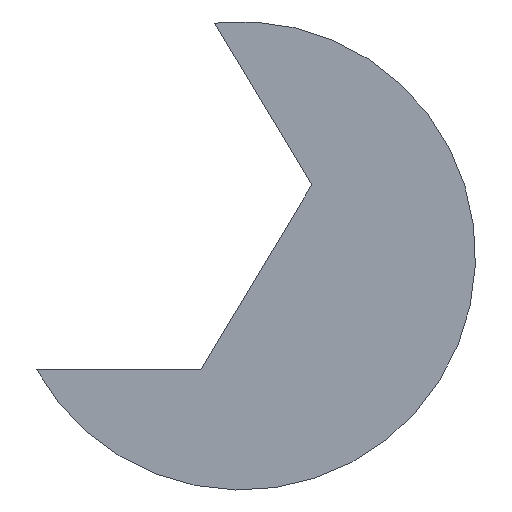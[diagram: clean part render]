
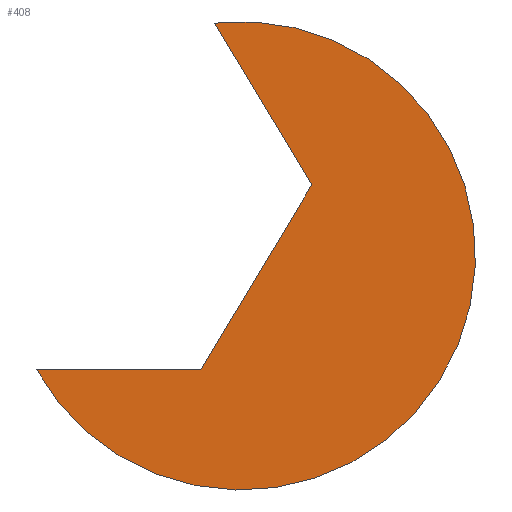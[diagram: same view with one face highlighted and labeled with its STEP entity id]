
A CAD part, front view. The second image highlights one B-rep face of the part: STEP entity #408.
In plain terms, the highlighted planar face has unit normal (0, -1, 0).
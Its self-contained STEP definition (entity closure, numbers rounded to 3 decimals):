
#92 = VERTEX_POINT('',#93);
#93 = CARTESIAN_POINT('',(-89.,-5.,-50.));
#100 = PLANE('',#101);
#101 = AXIS2_PLACEMENT_3D('',#102,#103,#104);
#102 = CARTESIAN_POINT('',(-89.,0.,-50.));
#103 = DIRECTION('',(0.,0.,-1.));
#104 = DIRECTION('',(1.,0.,0.));
#112 = CYLINDRICAL_SURFACE('',#113,101.321);
#113 = AXIS2_PLACEMENT_3D('',#114,#115,#116);
#114 = CARTESIAN_POINT('',(-0.5,0.,-0.667));
#115 = DIRECTION('',(-0.,-1.,-0.));
#116 = DIRECTION('',(-0.114,0.,0.994));
#153 = VERTEX_POINT('',#154);
#154 = CARTESIAN_POINT('',(-18.,-5.,-50.));
#168 = PLANE('',#169);
#169 = AXIS2_PLACEMENT_3D('',#170,#171,#172);
#170 = CARTESIAN_POINT('',(-18.,0.,-50.));
#171 = DIRECTION('',(0.857,0.,-0.514));
#172 = DIRECTION('',(0.514,0.,0.857));
#180 = EDGE_CURVE('',#92,#153,#181,.T.);
#181 = SURFACE_CURVE('',#182,(#186,#193),.PCURVE_S1.);
#182 = LINE('',#183,#184);
#183 = CARTESIAN_POINT('',(-89.,-5.,-50.));
#184 = VECTOR('',#185,1.);
#185 = DIRECTION('',(1.,0.,0.));
#186 = PCURVE('',#100,#187);
#187 = DEFINITIONAL_REPRESENTATION('',(#188),#192);
#188 = LINE('',#189,#190);
#189 = CARTESIAN_POINT('',(0.,5.));
#190 = VECTOR('',#191,1.);
#191 = DIRECTION('',(1.,0.));
#192 = ( GEOMETRIC_REPRESENTATION_CONTEXT(2) 
PARAMETRIC_REPRESENTATION_CONTEXT() REPRESENTATION_CONTEXT('2D SPACE',''
  ) );
#193 = PCURVE('',#194,#199);
#194 = PLANE('',#195);
#195 = AXIS2_PLACEMENT_3D('',#196,#197,#198);
#196 = CARTESIAN_POINT('',(13.495,-5.,-8.214));
#197 = DIRECTION('',(0.,1.,0.));
#198 = DIRECTION('',(0.,0.,1.));
#199 = DEFINITIONAL_REPRESENTATION('',(#200),#204);
#200 = LINE('',#201,#202);
#201 = CARTESIAN_POINT('',(-41.786,-102.495));
#202 = VECTOR('',#203,1.);
#203 = DIRECTION('',(0.,1.));
#204 = ( GEOMETRIC_REPRESENTATION_CONTEXT(2) 
PARAMETRIC_REPRESENTATION_CONTEXT() REPRESENTATION_CONTEXT('2D SPACE',''
  ) );
#212 = VERTEX_POINT('',#213);
#213 = CARTESIAN_POINT('',(-12.,-5.,100.));
#227 = PLANE('',#228);
#228 = AXIS2_PLACEMENT_3D('',#229,#230,#231);
#229 = CARTESIAN_POINT('',(30.,0.,30.));
#230 = DIRECTION('',(0.857,0.,0.514));
#231 = DIRECTION('',(-0.514,0.,0.857));
#262 = EDGE_CURVE('',#212,#92,#263,.T.);
#263 = SURFACE_CURVE('',#264,(#269,#276),.PCURVE_S1.);
#264 = CIRCLE('',#265,101.321);
#265 = AXIS2_PLACEMENT_3D('',#266,#267,#268);
#266 = CARTESIAN_POINT('',(-0.5,-5.,-0.667));
#267 = DIRECTION('',(0.,1.,-0.));
#268 = DIRECTION('',(-0.114,0.,0.994));
#269 = PCURVE('',#112,#270);
#270 = DEFINITIONAL_REPRESENTATION('',(#271),#275);
#271 = LINE('',#272,#273);
#272 = CARTESIAN_POINT('',(-0.,5.));
#273 = VECTOR('',#274,1.);
#274 = DIRECTION('',(-1.,-0.));
#275 = ( GEOMETRIC_REPRESENTATION_CONTEXT(2) 
PARAMETRIC_REPRESENTATION_CONTEXT() REPRESENTATION_CONTEXT('2D SPACE',''
  ) );
#276 = PCURVE('',#194,#277);
#277 = DEFINITIONAL_REPRESENTATION('',(#278),#282);
#278 = CIRCLE('',#279,101.321);
#279 = AXIS2_PLACEMENT_2D('',#280,#281);
#280 = CARTESIAN_POINT('',(7.548,-13.995));
#281 = DIRECTION('',(0.994,-0.114));
#282 = ( GEOMETRIC_REPRESENTATION_CONTEXT(2) 
PARAMETRIC_REPRESENTATION_CONTEXT() REPRESENTATION_CONTEXT('2D SPACE',''
  ) );
#311 = VERTEX_POINT('',#312);
#312 = CARTESIAN_POINT('',(30.,-5.,30.));
#333 = EDGE_CURVE('',#153,#311,#334,.T.);
#334 = SURFACE_CURVE('',#335,(#339,#346),.PCURVE_S1.);
#335 = LINE('',#336,#337);
#336 = CARTESIAN_POINT('',(-18.,-5.,-50.));
#337 = VECTOR('',#338,1.);
#338 = DIRECTION('',(0.514,0.,0.857));
#339 = PCURVE('',#168,#340);
#340 = DEFINITIONAL_REPRESENTATION('',(#341),#345);
#341 = LINE('',#342,#343);
#342 = CARTESIAN_POINT('',(0.,5.));
#343 = VECTOR('',#344,1.);
#344 = DIRECTION('',(1.,0.));
#345 = ( GEOMETRIC_REPRESENTATION_CONTEXT(2) 
PARAMETRIC_REPRESENTATION_CONTEXT() REPRESENTATION_CONTEXT('2D SPACE',''
  ) );
#346 = PCURVE('',#194,#347);
#347 = DEFINITIONAL_REPRESENTATION('',(#348),#352);
#348 = LINE('',#349,#350);
#349 = CARTESIAN_POINT('',(-41.786,-31.495));
#350 = VECTOR('',#351,1.);
#351 = DIRECTION('',(0.857,0.514));
#352 = ( GEOMETRIC_REPRESENTATION_CONTEXT(2) 
PARAMETRIC_REPRESENTATION_CONTEXT() REPRESENTATION_CONTEXT('2D SPACE',''
  ) );
#387 = EDGE_CURVE('',#311,#212,#388,.T.);
#388 = SURFACE_CURVE('',#389,(#393,#400),.PCURVE_S1.);
#389 = LINE('',#390,#391);
#390 = CARTESIAN_POINT('',(30.,-5.,30.));
#391 = VECTOR('',#392,1.);
#392 = DIRECTION('',(-0.514,0.,0.857));
#393 = PCURVE('',#227,#394);
#394 = DEFINITIONAL_REPRESENTATION('',(#395),#399);
#395 = LINE('',#396,#397);
#396 = CARTESIAN_POINT('',(0.,5.));
#397 = VECTOR('',#398,1.);
#398 = DIRECTION('',(1.,0.));
#399 = ( GEOMETRIC_REPRESENTATION_CONTEXT(2) 
PARAMETRIC_REPRESENTATION_CONTEXT() REPRESENTATION_CONTEXT('2D SPACE',''
  ) );
#400 = PCURVE('',#194,#401);
#401 = DEFINITIONAL_REPRESENTATION('',(#402),#406);
#402 = LINE('',#403,#404);
#403 = CARTESIAN_POINT('',(38.214,16.505));
#404 = VECTOR('',#405,1.);
#405 = DIRECTION('',(0.857,-0.514));
#406 = ( GEOMETRIC_REPRESENTATION_CONTEXT(2) 
PARAMETRIC_REPRESENTATION_CONTEXT() REPRESENTATION_CONTEXT('2D SPACE',''
  ) );
#408 = ADVANCED_FACE('',(#409),#194,.F.);
#409 = FACE_BOUND('',#410,.F.);
#410 = EDGE_LOOP('',(#411,#412,#413,#414));
#411 = ORIENTED_EDGE('',*,*,#180,.T.);
#412 = ORIENTED_EDGE('',*,*,#333,.T.);
#413 = ORIENTED_EDGE('',*,*,#387,.T.);
#414 = ORIENTED_EDGE('',*,*,#262,.T.);
